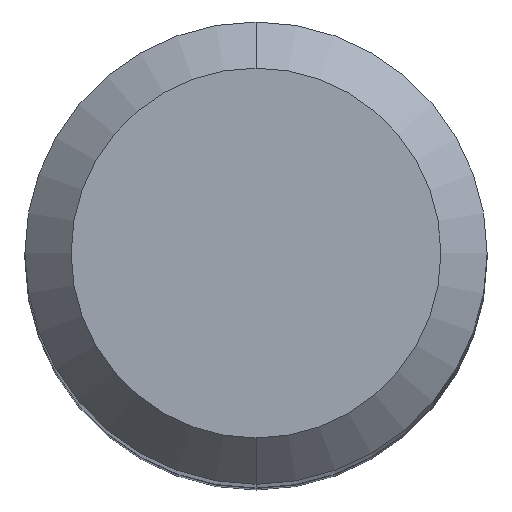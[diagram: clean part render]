
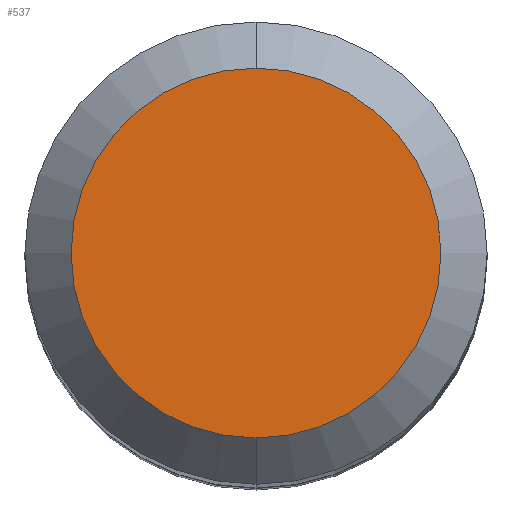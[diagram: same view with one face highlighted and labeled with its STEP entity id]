
A CAD part, top view. The second image highlights one B-rep face of the part: STEP entity #537.
In plain terms, the highlighted planar face has unit normal (0, 0, 1).
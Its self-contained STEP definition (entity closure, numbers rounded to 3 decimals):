
#224=CARTESIAN_POINT('',(0.,0.,42.));
#225=DIRECTION('',(0.,0.,1.));
#226=DIRECTION('',(0.,1.,0.));
#227=AXIS2_PLACEMENT_3D('',#224,#225,#226);
#232=CARTESIAN_POINT('',(0.,0.,42.));
#233=DIRECTION('',(0.,0.,-1.));
#234=DIRECTION('',(0.,1.,0.));
#235=AXIS2_PLACEMENT_3D('',#232,#233,#234);
#244=CARTESIAN_POINT('',(0.,4.,42.));
#245=VERTEX_POINT('',#244);
#250=CARTESIAN_POINT('',(0.,-4.,42.));
#251=VERTEX_POINT('',#250);
#528=CARTESIAN_POINT('',(0.,0.,42.));
#529=DIRECTION('',(0.,0.,-1.));
#530=DIRECTION('',(0.,-1.,0.));
#531=AXIS2_PLACEMENT_3D('',#528,#529,#530);
#532=PLANE('',#531);
#533=ORIENTED_EDGE('',*,*,#507,.F.);
#534=ORIENTED_EDGE('',*,*,#523,.T.);
#535=EDGE_LOOP('',(#533,#534));
#536=FACE_OUTER_BOUND('',#535,.F.);
#228=CIRCLE('',#227,4.);
#236=CIRCLE('',#235,4.);
#507=EDGE_CURVE('',#245,#251,#228,.T.);
#523=EDGE_CURVE('',#245,#251,#236,.T.);
#537=ADVANCED_FACE('',(#536),#532,.F.);
